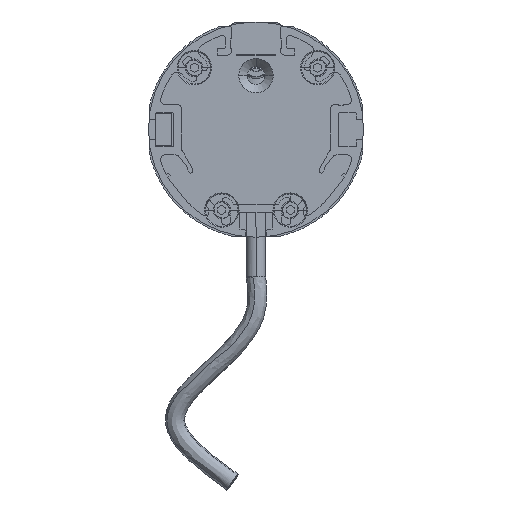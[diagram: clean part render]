
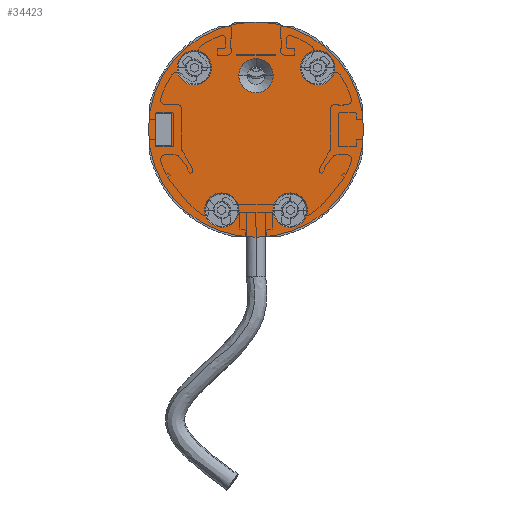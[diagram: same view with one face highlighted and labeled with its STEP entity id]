
A CAD part, front view. The second image highlights one B-rep face of the part: STEP entity #34423.
In plain terms, the highlighted face is planar.
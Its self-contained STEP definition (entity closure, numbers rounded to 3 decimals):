
#26671 = CARTESIAN_POINT ( 'NONE',  ( 24.854, 3., 5.25 ) ) ;
#26672 = DIRECTION ( 'NONE',  ( 0., 0., 1. ) ) ;
#26673 = DIRECTION ( 'NONE',  ( 0., -1., 0. ) ) ;
#26674 = AXIS2_PLACEMENT_3D ( 'NONE', #26809, #26673, #26672 ) ;
#26675 = CIRCLE ( 'NONE', #26674, 5.3 ) ;
#26804 = DIRECTION ( 'NONE',  ( 0., 0., 1. ) ) ;
#26805 = DIRECTION ( 'NONE',  ( 0., -1., 0. ) ) ;
#26806 = CARTESIAN_POINT ( 'NONE',  ( -19.092, 3., 19.092 ) ) ;
#26807 = AXIS2_PLACEMENT_3D ( 'NONE', #26806, #26805, #26804 ) ;
#26808 = CIRCLE ( 'NONE', #26807, 5.3 ) ;
#26809 = CARTESIAN_POINT ( 'NONE',  ( 24.854, 3., 10.55 ) ) ;
#26810 = CARTESIAN_POINT ( 'NONE',  ( -19.092, 3., 24.392 ) ) ;
#26811 = CARTESIAN_POINT ( 'NONE',  ( -19.092, 3., 13.792 ) ) ;
#26812 = DIRECTION ( 'NONE',  ( 0., 0., 1. ) ) ;
#26813 = DIRECTION ( 'NONE',  ( 0., -1., 0. ) ) ;
#26814 = AXIS2_PLACEMENT_3D ( 'NONE', #26821, #26813, #26812 ) ;
#26815 = CIRCLE ( 'NONE', #26814, 5.3 ) ;
#26816 = DIRECTION ( 'NONE',  ( 0., 0., 1. ) ) ;
#26817 = DIRECTION ( 'NONE',  ( 0., -1., 0. ) ) ;
#26818 = CARTESIAN_POINT ( 'NONE',  ( -19.092, 3., -19.092 ) ) ;
#26819 = AXIS2_PLACEMENT_3D ( 'NONE', #26818, #26817, #26816 ) ;
#26820 = CIRCLE ( 'NONE', #26819, 5.3 ) ;
#26821 = CARTESIAN_POINT ( 'NONE',  ( -19.092, 3., 19.092 ) ) ;
#26822 = CARTESIAN_POINT ( 'NONE',  ( -19.092, 3., -13.792 ) ) ;
#26823 = CARTESIAN_POINT ( 'NONE',  ( -19.092, 3., -24.392 ) ) ;
#26907 = DIRECTION ( 'NONE',  ( 0., 0., -1. ) ) ;
#26908 = DIRECTION ( 'NONE',  ( 0., -1., 0. ) ) ;
#26909 = CARTESIAN_POINT ( 'NONE',  ( 0., 3., 0. ) ) ;
#26910 = AXIS2_PLACEMENT_3D ( 'NONE', #26909, #26908, #26907 ) ;
#26911 = CIRCLE ( 'NONE', #26910, 33.25 ) ;
#26964 = CARTESIAN_POINT ( 'NONE',  ( -16.7, 3., 5.3 ) ) ;
#26965 = DIRECTION ( 'NONE',  ( -1., 0., 0. ) ) ;
#26966 = DIRECTION ( 'NONE',  ( 0., -1., 0. ) ) ;
#26967 = CARTESIAN_POINT ( 'NONE',  ( -16.7, 3., 0. ) ) ;
#26968 = AXIS2_PLACEMENT_3D ( 'NONE', #26967, #26966, #26965 ) ;
#26969 = CIRCLE ( 'NONE', #26968, 5.3 ) ;
#26970 = CARTESIAN_POINT ( 'NONE',  ( -22., 3., 0. ) ) ;
#26971 = DIRECTION ( 'NONE',  ( -1., 0., 0. ) ) ;
#26972 = DIRECTION ( 'NONE',  ( 0., -1., 0. ) ) ;
#26973 = CARTESIAN_POINT ( 'NONE',  ( -16.7, 3., 0. ) ) ;
#26974 = AXIS2_PLACEMENT_3D ( 'NONE', #26973, #26972, #26971 ) ;
#26975 = CIRCLE ( 'NONE', #26974, 5.3 ) ;
#26976 = DIRECTION ( 'NONE',  ( -1., 0., 0. ) ) ;
#26977 = DIRECTION ( 'NONE',  ( 0., -1., 0. ) ) ;
#26978 = CARTESIAN_POINT ( 'NONE',  ( -16.7, 3., 0. ) ) ;
#26979 = AXIS2_PLACEMENT_3D ( 'NONE', #26978, #26977, #26976 ) ;
#26980 = CIRCLE ( 'NONE', #26979, 5.3 ) ;
#26984 = DIRECTION ( 'NONE',  ( -1., 0., 0. ) ) ;
#26985 = DIRECTION ( 'NONE',  ( 0., -1., 0. ) ) ;
#26986 = CARTESIAN_POINT ( 'NONE',  ( 24.854, 3., -10.55 ) ) ;
#26987 = AXIS2_PLACEMENT_3D ( 'NONE', #26986, #26985, #26984 ) ;
#26988 = CIRCLE ( 'NONE', #26987, 5.3 ) ;
#26992 = CARTESIAN_POINT ( 'NONE',  ( 0., 3., -33.25 ) ) ;
#26993 = CARTESIAN_POINT ( 'NONE',  ( 0., 3., 33.25 ) ) ;
#26994 = DIRECTION ( 'NONE',  ( 0., 0., -1. ) ) ;
#26995 = DIRECTION ( 'NONE',  ( 0., -1., 0. ) ) ;
#26996 = AXIS2_PLACEMENT_3D ( 'NONE', #27003, #26995, #26994 ) ;
#26997 = CIRCLE ( 'NONE', #26996, 33.25 ) ;
#26998 = DIRECTION ( 'NONE',  ( -1., 0., 0. ) ) ;
#26999 = DIRECTION ( 'NONE',  ( 0., -1., 0. ) ) ;
#27000 = CARTESIAN_POINT ( 'NONE',  ( 24.854, 3., -10.55 ) ) ;
#27001 = AXIS2_PLACEMENT_3D ( 'NONE', #27000, #26999, #26998 ) ;
#27002 = CIRCLE ( 'NONE', #27001, 5.3 ) ;
#27003 = CARTESIAN_POINT ( 'NONE',  ( 0., 3., 0. ) ) ;
#27004 = CARTESIAN_POINT ( 'NONE',  ( 24.854, 3., -15.85 ) ) ;
#27005 = DIRECTION ( 'NONE',  ( 0., 0., 1. ) ) ;
#27006 = DIRECTION ( 'NONE',  ( 0., -1., 0. ) ) ;
#27007 = CARTESIAN_POINT ( 'NONE',  ( 24.854, 3., -10.55 ) ) ;
#27008 = AXIS2_PLACEMENT_3D ( 'NONE', #27007, #27006, #27005 ) ;
#27009 = CIRCLE ( 'NONE', #27008, 5.3 ) ;
#27010 = DIRECTION ( 'NONE',  ( 0., 0., 1. ) ) ;
#27011 = DIRECTION ( 'NONE',  ( 0., -1., 0. ) ) ;
#27012 = CARTESIAN_POINT ( 'NONE',  ( 24.854, 3., 10.55 ) ) ;
#27013 = AXIS2_PLACEMENT_3D ( 'NONE', #27012, #27011, #27010 ) ;
#27014 = CIRCLE ( 'NONE', #27013, 5.3 ) ;
#27015 = CARTESIAN_POINT ( 'NONE',  ( 24.854, 3., 15.85 ) ) ;
#27041 = CARTESIAN_POINT ( 'NONE',  ( -16.7, 3., -5.3 ) ) ;
#27042 = DIRECTION ( 'NONE',  ( 0., 0., 1. ) ) ;
#27043 = DIRECTION ( 'NONE',  ( 0., 1., 0. ) ) ;
#27044 = CARTESIAN_POINT ( 'NONE',  ( 0., 3., 0. ) ) ;
#27045 = AXIS2_PLACEMENT_3D ( 'NONE', #27044, #27043, #27042 ) ;
#27046 = PLANE ( 'NONE',  #27045 ) ;
#27047 = FACE_OUTER_BOUND ( 'NONE', #34616, .T. ) ;
#27048 = FACE_BOUND ( 'NONE', #34609, .T. ) ;
#27049 = FACE_BOUND ( 'NONE', #34402, .T. ) ;
#27050 = FACE_BOUND ( 'NONE', #34395, .T. ) ;
#27051 = FACE_BOUND ( 'NONE', #34521, .T. ) ;
#27052 = FACE_BOUND ( 'NONE', #34424, .T. ) ;
#27131 = CARTESIAN_POINT ( 'NONE',  ( 24.854, 3., -5.25 ) ) ;
#27132 = CARTESIAN_POINT ( 'NONE',  ( 19.554, 3., -10.55 ) ) ;
#27231 = DIRECTION ( 'NONE',  ( 0., 0., 1. ) ) ;
#27232 = DIRECTION ( 'NONE',  ( 0., -1., 0. ) ) ;
#27311 = CARTESIAN_POINT ( 'NONE',  ( -19.092, 3., -19.092 ) ) ;
#27312 = AXIS2_PLACEMENT_3D ( 'NONE', #27311, #27232, #27231 ) ;
#27313 = CIRCLE ( 'NONE', #27312, 5.3 ) ;
#34391 = VERTEX_POINT ( 'NONE', #26823 ) ;
#34392 = VERTEX_POINT ( 'NONE', #26822 ) ;
#34393 = ORIENTED_EDGE ( 'NONE', *, *, #34394, .T. ) ;
#34394 = EDGE_CURVE ( 'NONE', #34392, #34391, #26820, .T. ) ;
#34395 = EDGE_LOOP ( 'NONE', ( #34396, #34400 ) ) ;
#34396 = ORIENTED_EDGE ( 'NONE', *, *, #34397, .T. ) ;
#34397 = EDGE_CURVE ( 'NONE', #34398, #34399, #26815, .T. ) ;
#34398 = VERTEX_POINT ( 'NONE', #26811 ) ;
#34399 = VERTEX_POINT ( 'NONE', #26810 ) ;
#34400 = ORIENTED_EDGE ( 'NONE', *, *, #34401, .T. ) ;
#34401 = EDGE_CURVE ( 'NONE', #34399, #34398, #26808, .T. ) ;
#34402 = EDGE_LOOP ( 'NONE', ( #34403, #34607 ) ) ;
#34403 = ORIENTED_EDGE ( 'NONE', *, *, #34404, .T. ) ;
#34404 = EDGE_CURVE ( 'NONE', #34405, #34606, #26675, .T. ) ;
#34405 = VERTEX_POINT ( 'NONE', #26671 ) ;
#34420 = EDGE_CURVE ( 'NONE', #34537, #34536, #26988, .T. ) ;
#34423 = ADVANCED_FACE ( 'NONE', ( #27052, #27051, #27050, #27049, #27048, #27047 ), #27046, .T. ) ;
#34424 = EDGE_LOOP ( 'NONE', ( #34516, #34518, #34519 ) ) ;
#34425 = VERTEX_POINT ( 'NONE', #27041 ) ;
#34516 = ORIENTED_EDGE ( 'NONE', *, *, #34517, .T. ) ;
#34517 = EDGE_CURVE ( 'NONE', #34425, #34525, #26980, .T. ) ;
#34518 = ORIENTED_EDGE ( 'NONE', *, *, #34524, .T. ) ;
#34519 = ORIENTED_EDGE ( 'NONE', *, *, #34520, .T. ) ;
#34520 = EDGE_CURVE ( 'NONE', #34522, #34425, #26975, .T. ) ;
#34521 = EDGE_LOOP ( 'NONE', ( #34632, #34393 ) ) ;
#34522 = VERTEX_POINT ( 'NONE', #26970 ) ;
#34524 = EDGE_CURVE ( 'NONE', #34525, #34522, #26969, .T. ) ;
#34525 = VERTEX_POINT ( 'NONE', #26964 ) ;
#34536 = VERTEX_POINT ( 'NONE', #27132 ) ;
#34537 = VERTEX_POINT ( 'NONE', #27131 ) ;
#34606 = VERTEX_POINT ( 'NONE', #27015 ) ;
#34607 = ORIENTED_EDGE ( 'NONE', *, *, #34608, .T. ) ;
#34608 = EDGE_CURVE ( 'NONE', #34606, #34405, #27014, .T. ) ;
#34609 = EDGE_LOOP ( 'NONE', ( #34610, #34613, #34614 ) ) ;
#34610 = ORIENTED_EDGE ( 'NONE', *, *, #34611, .T. ) ;
#34611 = EDGE_CURVE ( 'NONE', #34612, #34537, #27009, .T. ) ;
#34612 = VERTEX_POINT ( 'NONE', #27004 ) ;
#34613 = ORIENTED_EDGE ( 'NONE', *, *, #34420, .T. ) ;
#34614 = ORIENTED_EDGE ( 'NONE', *, *, #34615, .T. ) ;
#34615 = EDGE_CURVE ( 'NONE', #34536, #34612, #27002, .T. ) ;
#34616 = EDGE_LOOP ( 'NONE', ( #34617, #34621 ) ) ;
#34617 = ORIENTED_EDGE ( 'NONE', *, *, #34618, .F. ) ;
#34618 = EDGE_CURVE ( 'NONE', #34619, #34620, #26997, .T. ) ;
#34619 = VERTEX_POINT ( 'NONE', #26993 ) ;
#34620 = VERTEX_POINT ( 'NONE', #26992 ) ;
#34621 = ORIENTED_EDGE ( 'NONE', *, *, #34622, .F. ) ;
#34622 = EDGE_CURVE ( 'NONE', #34620, #34619, #26911, .T. ) ;
#34632 = ORIENTED_EDGE ( 'NONE', *, *, #34633, .T. ) ;
#34633 = EDGE_CURVE ( 'NONE', #34391, #34392, #27313, .T. ) ;
